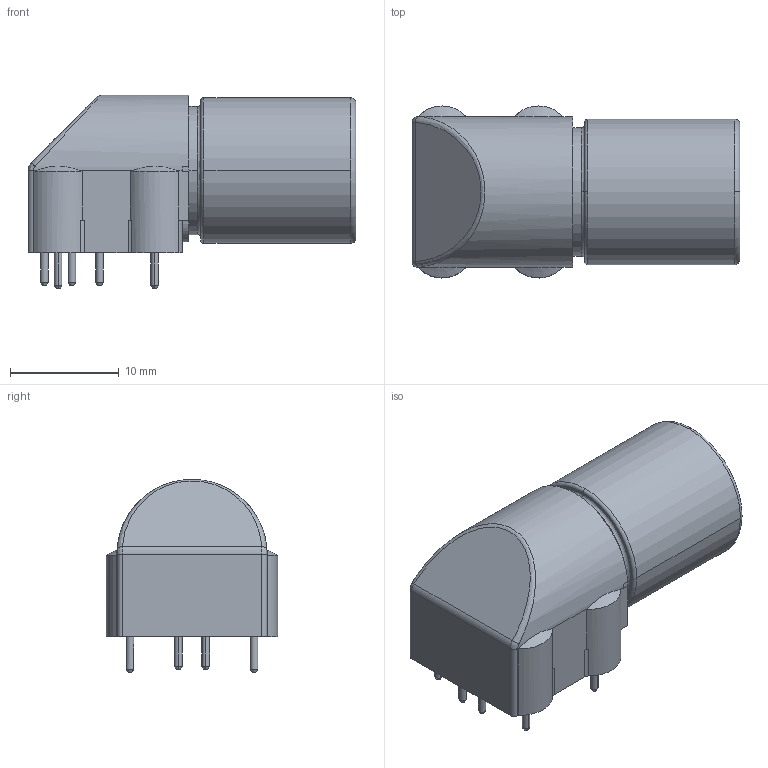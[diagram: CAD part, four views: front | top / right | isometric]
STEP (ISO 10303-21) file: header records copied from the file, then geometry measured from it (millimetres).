
FILE_DESCRIPTION((''),'2;1');
FILE_NAME('LEMO_PPG.M0.6GG.N.stp','2016-08-05T16:06:16',(''),(''),'Mechanical Desktop 2011','Mechanical Desktop 2011',', , ');
FILE_SCHEMA(('AUTOMOTIVE_DESIGN { 1 2 10303 214 1 1 1 1 }'));
Length unit declared in the file: millimetre
Products named in the file (1): Product
Bounding box: 30.2 x 15.83 x 17.8 mm (x, y, z)
Volume: 3676.9 mm3; surface area: 3736.6 mm2
Topology: 21 solids, 21 shells, 263 faces, 599 edges, 391 vertices
Faces by surface type: cylinder 120, plane 94, cone 36, torus 7, bspline 6
Entity records: 8429 total; most frequent: CARTESIAN_POINT 2163, DIRECTION 1400, ORIENTED_EDGE 1198, EDGE_CURVE 599, AXIS2_PLACEMENT_3D 573, VERTEX_POINT 391, CIRCLE 313, EDGE_LOOP 300
